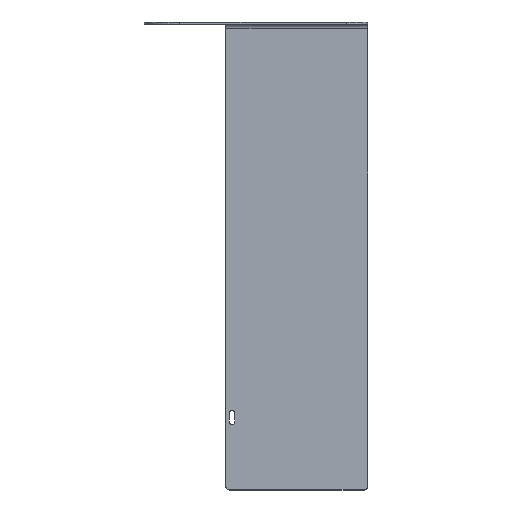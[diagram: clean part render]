
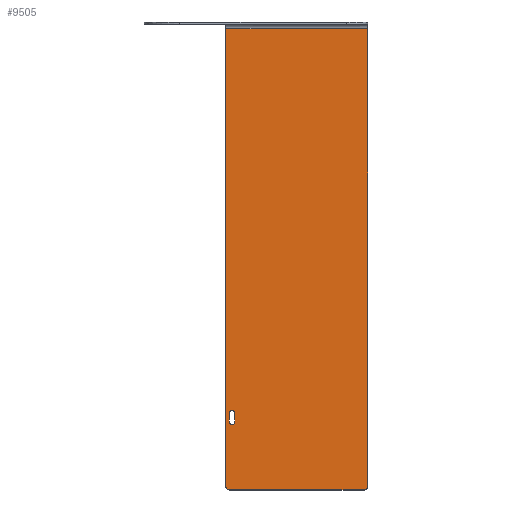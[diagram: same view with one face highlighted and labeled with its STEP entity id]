
A CAD part, top view. The second image highlights one B-rep face of the part: STEP entity #9505.
In plain terms, the highlighted planar face has unit normal (0, 0, 1).
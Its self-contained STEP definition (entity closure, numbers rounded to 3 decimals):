
#2113=DIRECTION('',(-1.,0.,0.));
#2114=VECTOR('',#2113,80.);
#2115=CARTESIAN_POINT('',(106.,-3.8,1.2));
#2116=LINE('',#2115,#2114);
#2182=CARTESIAN_POINT('',(28.,-262.,1.2));
#2183=DIRECTION('',(0.,0.,1.));
#2184=DIRECTION('',(-1.,0.,0.));
#2185=AXIS2_PLACEMENT_3D('',#2182,#2183,#2184);
#2187=DIRECTION('',(0.,1.,0.));
#2188=VECTOR('',#2187,258.2);
#2189=CARTESIAN_POINT('',(26.,-262.,1.2));
#2190=LINE('',#2189,#2188);
#2191=DIRECTION('',(0.,-1.,0.));
#2192=VECTOR('',#2191,258.2);
#2193=CARTESIAN_POINT('',(106.,-3.8,1.2));
#2194=LINE('',#2193,#2192);
#2195=CARTESIAN_POINT('',(104.,-262.,1.2));
#2196=DIRECTION('',(0.,0.,1.));
#2197=DIRECTION('',(0.,-1.,0.));
#2198=AXIS2_PLACEMENT_3D('',#2195,#2196,#2197);
#2200=DIRECTION('',(-1.,0.,0.));
#2201=VECTOR('',#2200,76.);
#2202=CARTESIAN_POINT('',(104.,-264.,1.2));
#2203=LINE('',#2202,#2201);
#2204=DIRECTION('',(0.,-1.,0.));
#2205=VECTOR('',#2204,5.);
#2206=CARTESIAN_POINT('',(31.,-220.7,1.2));
#2207=LINE('',#2206,#2205);
#2208=CARTESIAN_POINT('',(29.5,-220.7,1.2));
#2209=DIRECTION('',(0.,0.,1.));
#2210=DIRECTION('',(1.,0.,0.));
#2211=AXIS2_PLACEMENT_3D('',#2208,#2209,#2210);
#2213=DIRECTION('',(0.,1.,0.));
#2214=VECTOR('',#2213,5.);
#2215=CARTESIAN_POINT('',(28.,-225.7,1.2));
#2216=LINE('',#2215,#2214);
#2217=CARTESIAN_POINT('',(29.5,-225.7,1.2));
#2218=DIRECTION('',(0.,0.,1.));
#2219=DIRECTION('',(-1.,0.,0.));
#2220=AXIS2_PLACEMENT_3D('',#2217,#2218,#2219);
#6076=CARTESIAN_POINT('',(106.,-3.8,1.2));
#6077=CARTESIAN_POINT('',(26.,-3.8,1.2));
#6078=VERTEX_POINT('',#6076);
#6079=VERTEX_POINT('',#6077);
#6114=CARTESIAN_POINT('',(26.,-262.,1.2));
#6115=VERTEX_POINT('',#6114);
#6116=CARTESIAN_POINT('',(28.,-264.,1.2));
#6117=VERTEX_POINT('',#6116);
#6122=CARTESIAN_POINT('',(104.,-264.,1.2));
#6123=VERTEX_POINT('',#6122);
#6124=CARTESIAN_POINT('',(106.,-262.,1.2));
#6125=VERTEX_POINT('',#6124);
#8042=CARTESIAN_POINT('',(31.,-220.7,1.2));
#8043=CARTESIAN_POINT('',(31.,-225.7,1.2));
#8044=VERTEX_POINT('',#8042);
#8045=VERTEX_POINT('',#8043);
#8046=CARTESIAN_POINT('',(28.,-225.7,1.2));
#8047=VERTEX_POINT('',#8046);
#8048=CARTESIAN_POINT('',(28.,-220.7,1.2));
#8049=VERTEX_POINT('',#8048);
#9480=CARTESIAN_POINT('',(85.566,0.,1.2));
#9481=DIRECTION('',(0.,0.,1.));
#9482=DIRECTION('',(-1.,0.,0.));
#9483=AXIS2_PLACEMENT_3D('',#9480,#9481,#9482);
#9484=PLANE('',#9483);
#9485=ORIENTED_EDGE('',*,*,#9432,.F.);
#9486=ORIENTED_EDGE('',*,*,#9419,.T.);
#9487=ORIENTED_EDGE('',*,*,#9376,.F.);
#9489=ORIENTED_EDGE('',*,*,#9488,.T.);
#9491=ORIENTED_EDGE('',*,*,#9490,.F.);
#9492=ORIENTED_EDGE('',*,*,#9472,.T.);
#9493=EDGE_LOOP('',(#9485,#9486,#9487,#9489,#9491,#9492));
#9494=FACE_OUTER_BOUND('',#9493,.F.);
#9496=ORIENTED_EDGE('',*,*,#9495,.F.);
#9498=ORIENTED_EDGE('',*,*,#9497,.T.);
#9500=ORIENTED_EDGE('',*,*,#9499,.F.);
#9502=ORIENTED_EDGE('',*,*,#9501,.T.);
#9503=EDGE_LOOP('',(#9496,#9498,#9500,#9502));
#9504=FACE_BOUND('',#9503,.F.);
#9505=ADVANCED_FACE('',(#9494,#9504),#9484,.T.);
#2186=CIRCLE('',#2185,2.);
#2199=CIRCLE('',#2198,2.);
#2212=CIRCLE('',#2211,1.5);
#2221=CIRCLE('',#2220,1.5);
#9376=EDGE_CURVE('',#6078,#6079,#2116,.T.);
#9419=EDGE_CURVE('',#6115,#6079,#2190,.T.);
#9432=EDGE_CURVE('',#6115,#6117,#2186,.T.);
#9472=EDGE_CURVE('',#6123,#6117,#2203,.T.);
#9488=EDGE_CURVE('',#6078,#6125,#2194,.T.);
#9490=EDGE_CURVE('',#6123,#6125,#2199,.T.);
#9495=EDGE_CURVE('',#8044,#8045,#2207,.T.);
#9497=EDGE_CURVE('',#8044,#8049,#2212,.T.);
#9499=EDGE_CURVE('',#8047,#8049,#2216,.T.);
#9501=EDGE_CURVE('',#8047,#8045,#2221,.T.);
